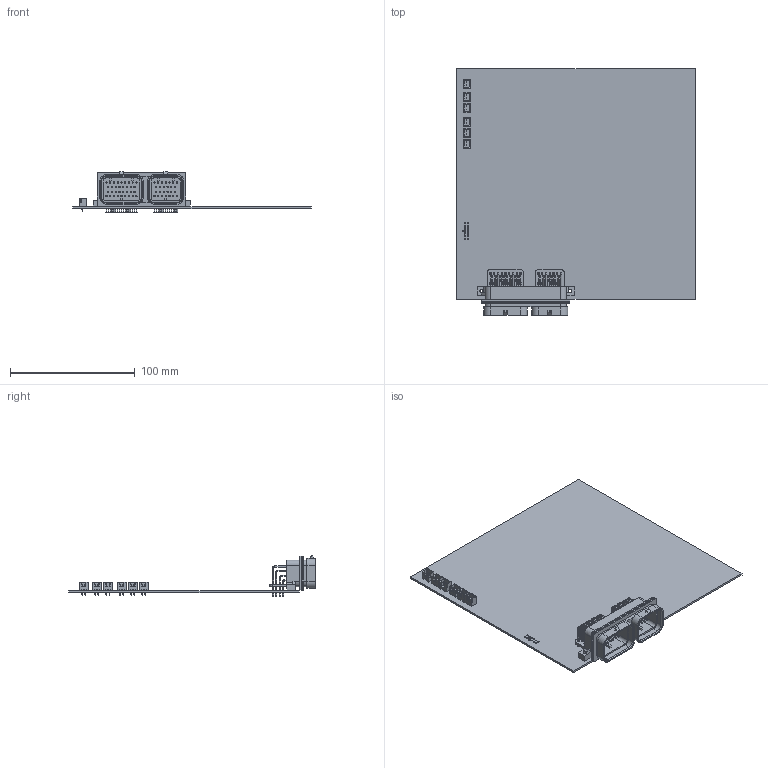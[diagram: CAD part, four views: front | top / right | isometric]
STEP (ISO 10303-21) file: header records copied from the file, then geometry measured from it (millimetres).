
FILE_DESCRIPTION(('KiCad electronic assembly'),'2;1');
FILE_NAME('VCU_placeholder_v1.step','2025-05-17T01:35:45',('Pcbnew'),( 'Kicad'),'Open CASCADE STEP processor 7.8','KiCad to STEP converter' ,'Unknown');
FILE_SCHEMA(('AUTOMOTIVE_DESIGN { 1 0 10303 214 1 1 1 1 }'));
Length unit declared in the file: millimetre
Products named in the file (4): VCU_placeholder_v1 1; JST_XH_B2B-XH-A_1x02_P2.50mm_Vertical; VCU_CONNECTOR_6437288-3; VCU_PCB
Assembly tree (8 placements, depth 2):
  VCU_placeholder_v1 1
    JST_XH_B2B-XH-A_1x02_P2.50mm_Vertical  x6
    VCU_CONNECTOR_6437288-3
    VCU_PCB
Bounding box: 191.52 x 197.81 x 32.15 mm (x, y, z)
Volume: 71420.7 mm3; surface area: 95270.5 mm2
Topology: 8 solids, 8 shells, 1548 faces, 3814 edges, 2436 vertices
Faces by surface type: plane 768, cylinder 652, torus 120, cone 8
Full cylindrical faces by diameter (mm): 1 x12, 1.2 x12, 1.3 x61, 3.3 x3
Entity records: 33508 total; most frequent: DIRECTION 6239, CARTESIAN_POINT 5388, ORIENTED_EDGE 5238, EDGE_CURVE 2619, AXIS2_PLACEMENT_3D 2508, VERTEX_POINT 1656, FACE_BOUND 1537, EDGE_LOOP 1537
